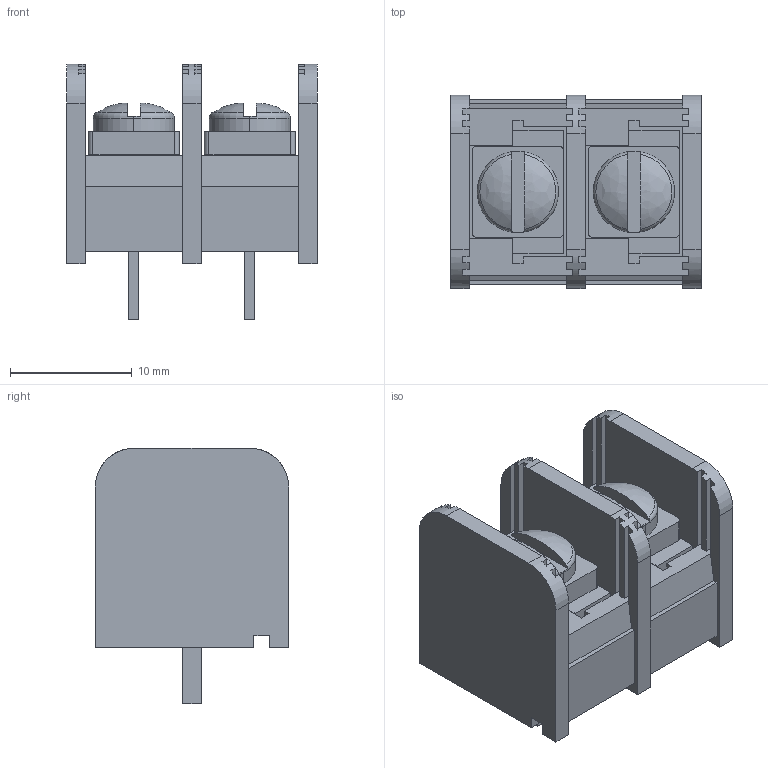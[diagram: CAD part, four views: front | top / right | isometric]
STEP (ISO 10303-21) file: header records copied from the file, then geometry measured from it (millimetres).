
FILE_DESCRIPTION((''),'2;1');
FILE_NAME('C-1437664-4','2022-10-21T05:41:05',('workeradm'),('TE Connectivity Ltd.'),'CREO PARAMETRIC BY PTC INC, 2021072','CREO PARAMETRIC BY PTC INC, 2021072','');
FILE_SCHEMA(('AUTOMOTIVE_DESIGN { 1 0 10303 214 1 1 1 1 }'));
Length unit declared in the file: millimetre
Products named in the file (1): C-1437664-4
Bounding box: 20.55 x 15.88 x 20.95 mm (x, y, z)
Volume: 3341 mm3; surface area: 2573.2 mm2
Topology: 1 solids, 1 shells, 206 faces, 574 edges, 376 vertices
Faces by surface type: plane 176, cylinder 22, torus 4, bspline 4
Entity records: 6882 total; most frequent: CARTESIAN_POINT 1374, ORIENTED_EDGE 1148, DIRECTION 1058, EDGE_CURVE 574, VECTOR 470, LINE 470, VERTEX_POINT 376, AXIS2_PLACEMENT_3D 294
